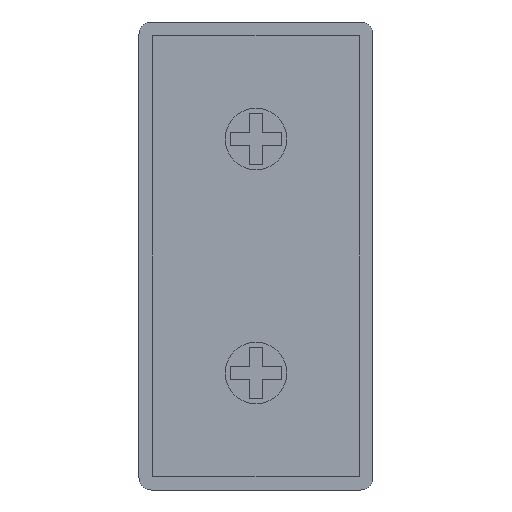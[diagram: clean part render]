
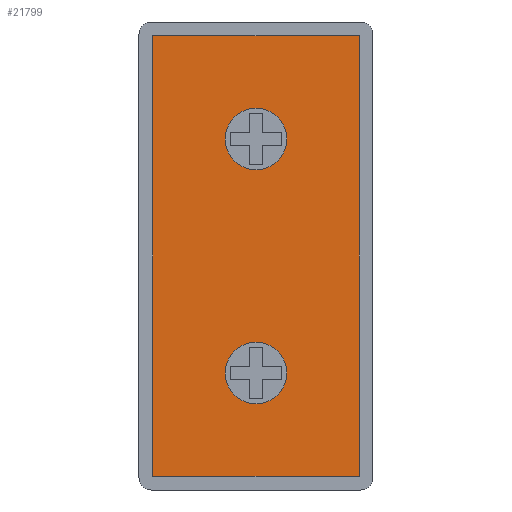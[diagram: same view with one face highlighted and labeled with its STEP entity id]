
A CAD part, front view. The second image highlights one B-rep face of the part: STEP entity #21799.
In plain terms, the highlighted planar face has unit normal (0, -1, 0).
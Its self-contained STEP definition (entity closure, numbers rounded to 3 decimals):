
#42=CIRCLE('',#21985,2.5);
#44=CIRCLE('',#21988,2.5);
#1771=FACE_BOUND('',#4260,.T.);
#1772=FACE_BOUND('',#4261,.T.);
#1890=PLANE('',#21993);
#3058=FACE_OUTER_BOUND('',#4259,.T.);
#4259=EDGE_LOOP('',(#20046,#20047,#20048,#20049));
#4260=EDGE_LOOP('',(#20050));
#4261=EDGE_LOOP('',(#20051));
#5548=LINE('',#45221,#6884);
#5552=LINE('',#45228,#6888);
#5555=LINE('',#45234,#6891);
#5557=LINE('',#45237,#6893);
#6884=VECTOR('',#23569,10.);
#6888=VECTOR('',#23575,10.);
#6891=VECTOR('',#23580,10.);
#6893=VECTOR('',#23584,10.);
#10043=VERTEX_POINT('',#45205);
#10045=VERTEX_POINT('',#45211);
#10048=VERTEX_POINT('',#45218);
#10049=VERTEX_POINT('',#45220);
#10051=VERTEX_POINT('',#45226);
#10053=VERTEX_POINT('',#45232);
#13384=EDGE_CURVE('',#10043,#10043,#42,.T.);
#13387=EDGE_CURVE('',#10045,#10045,#44,.T.);
#13390=EDGE_CURVE('',#10048,#10049,#5548,.T.);
#13394=EDGE_CURVE('',#10051,#10048,#5552,.T.);
#13397=EDGE_CURVE('',#10053,#10051,#5555,.T.);
#13399=EDGE_CURVE('',#10049,#10053,#5557,.T.);
#20046=ORIENTED_EDGE('',*,*,#13399,.F.);
#20047=ORIENTED_EDGE('',*,*,#13390,.F.);
#20048=ORIENTED_EDGE('',*,*,#13394,.F.);
#20049=ORIENTED_EDGE('',*,*,#13397,.F.);
#20050=ORIENTED_EDGE('',*,*,#13387,.F.);
#20051=ORIENTED_EDGE('',*,*,#13384,.F.);
#21799=ADVANCED_FACE('',(#3058,#1771,#1772),#1890,.F.);
#21985=AXIS2_PLACEMENT_3D('',#45207,#23556,#23557);
#21988=AXIS2_PLACEMENT_3D('',#45213,#23563,#23564);
#21993=AXIS2_PLACEMENT_3D('',#45238,#23585,#23586);
#23556=DIRECTION('center_axis',(0.,-1.,0.));
#23557=DIRECTION('ref_axis',(1.,0.,0.));
#23563=DIRECTION('center_axis',(0.,-1.,0.));
#23564=DIRECTION('ref_axis',(1.,0.,0.));
#23569=DIRECTION('',(-1.,0.,0.));
#23575=DIRECTION('',(0.,0.,-1.));
#23580=DIRECTION('',(1.,0.,0.));
#23584=DIRECTION('',(0.,0.,1.));
#23585=DIRECTION('center_axis',(0.,1.,0.));
#23586=DIRECTION('ref_axis',(1.,0.,0.));
#45205=CARTESIAN_POINT('',(-2.5,5.,0.));
#45207=CARTESIAN_POINT('Origin',(0.,5.,0.));
#45211=CARTESIAN_POINT('',(-2.5,5.,-19.));
#45213=CARTESIAN_POINT('Origin',(0.,5.,-19.));
#45218=CARTESIAN_POINT('',(8.4,5.,-27.4));
#45220=CARTESIAN_POINT('',(-8.4,5.,-27.4));
#45221=CARTESIAN_POINT('',(8.4,5.,-27.4));
#45226=CARTESIAN_POINT('',(8.4,5.,8.4));
#45228=CARTESIAN_POINT('',(8.4,5.,8.4));
#45232=CARTESIAN_POINT('',(-8.4,5.,8.4));
#45234=CARTESIAN_POINT('',(-8.4,5.,8.4));
#45237=CARTESIAN_POINT('',(-8.4,5.,-27.4));
#45238=CARTESIAN_POINT('Origin',(0.,5.,-9.5));
